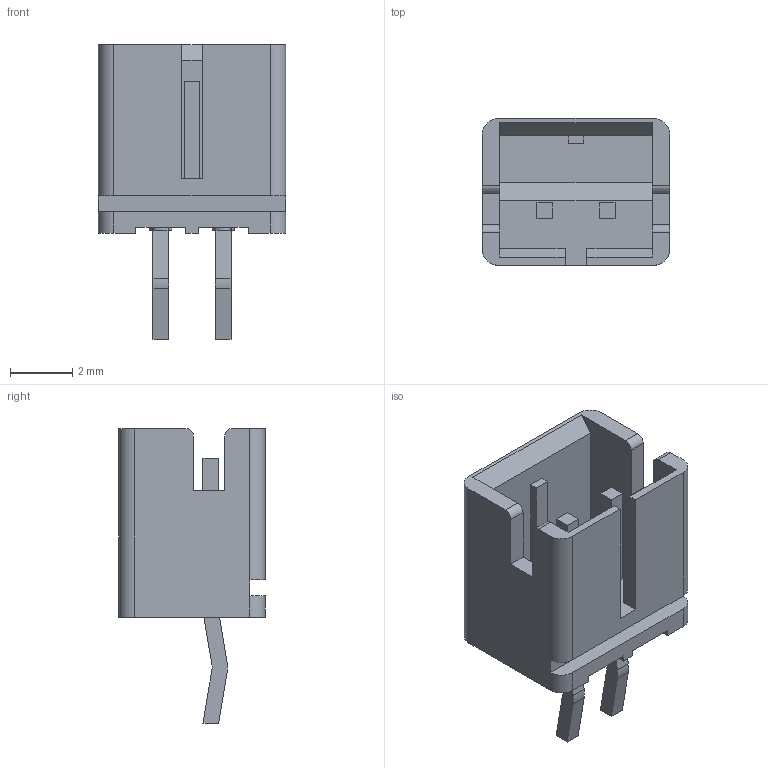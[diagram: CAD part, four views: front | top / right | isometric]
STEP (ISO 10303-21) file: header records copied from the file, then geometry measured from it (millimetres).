
FILE_DESCRIPTION (( 'STEP AP203' ), '1' );
FILE_NAME ('BatteryConnector_Default_sldprt.STEP', '2021-01-18T18:42:54', ( '' ), ( '' ), 'SwSTEP 2.0', 'SolidWorks 2020', '' );
FILE_SCHEMA (( 'CONFIG_CONTROL_DESIGN' ));
Length unit declared in the file: millimetre
Products named in the file (1): BatteryConnector_Default_sldprt
Bounding box: 6 x 4.7 x 9.45 mm (x, y, z)
Volume: 82.3 mm3; surface area: 291.3 mm2
Topology: 1 solids, 1 shells, 93 faces, 249 edges, 162 vertices
Faces by surface type: plane 71, cylinder 22
Entity records: 2948 total; most frequent: CARTESIAN_POINT 517, ORIENTED_EDGE 498, DIRECTION 477, EDGE_CURVE 249, VECTOR 201, LINE 201, VERTEX_POINT 162, AXIS2_PLACEMENT_3D 138
